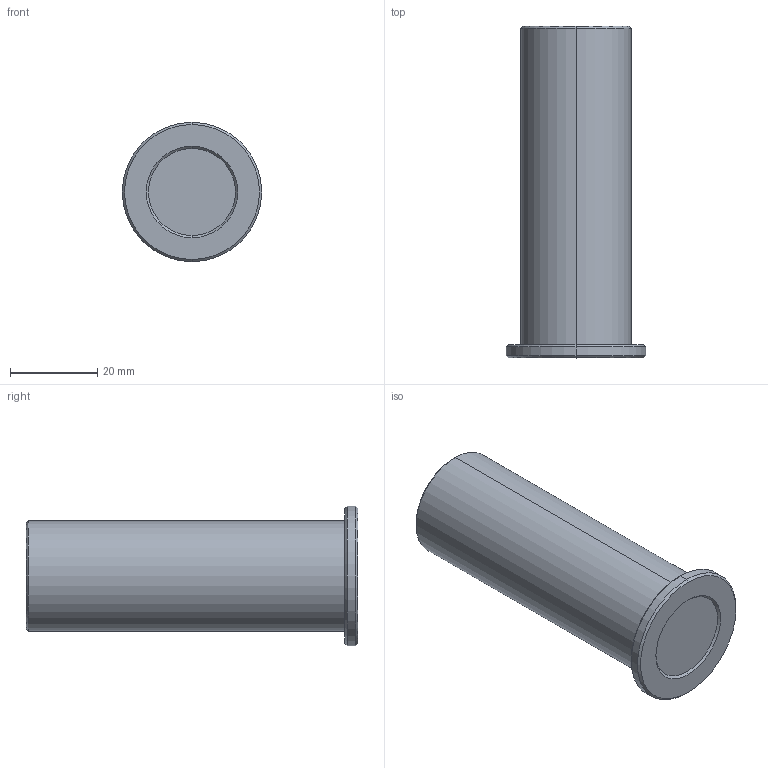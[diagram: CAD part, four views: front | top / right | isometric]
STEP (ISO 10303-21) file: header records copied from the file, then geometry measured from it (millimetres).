
FILE_DESCRIPTION (( 'STEP AP203' ), '1' );
FILE_NAME ('GCM-030124M 俋倛芞.STEP', '2019-05-30T06:29:50', ( 'china' ), ( 'china' ), 'SwSTEP 2.0', 'SolidWorks 2015', '' );
FILE_SCHEMA (( 'CONFIG_CONTROL_DESIGN' ));
Length unit declared in the file: millimetre
Products named in the file (1): GCM-030124M 俋倛芞
Bounding box: 32 x 76.2 x 32 mm (x, y, z)
Volume: 39202.8 mm3; surface area: 7801.9 mm2
Topology: 1 solids, 1 shells, 20 faces, 40 edges, 23 vertices
Faces by surface type: cone 10, cylinder 6, plane 4
Entity records: 585 total; most frequent: DIRECTION 102, CARTESIAN_POINT 82, ORIENTED_EDGE 76, AXIS2_PLACEMENT_3D 43, EDGE_CURVE 38, VERTEX_POINT 23, EDGE_LOOP 23, CIRCLE 22
